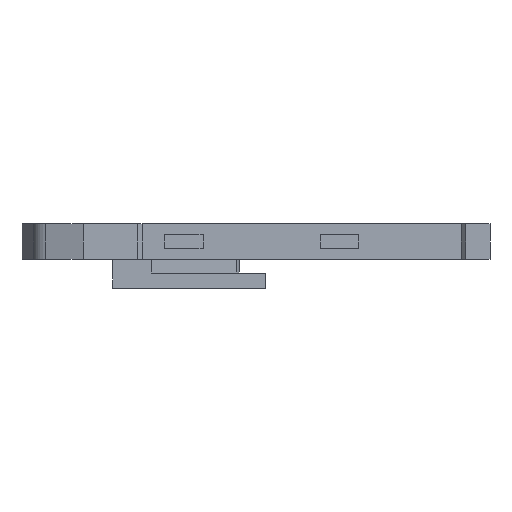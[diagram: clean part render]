
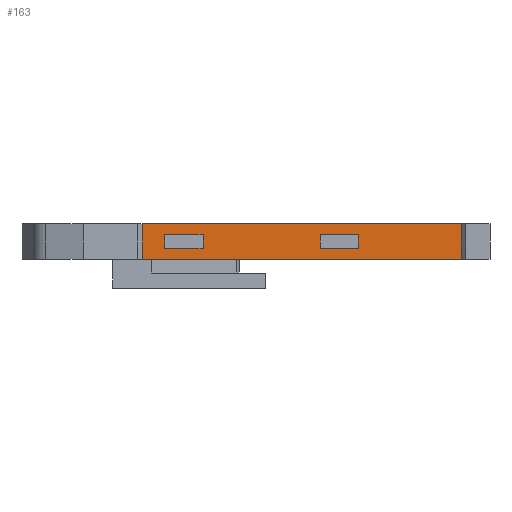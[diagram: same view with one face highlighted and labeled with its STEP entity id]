
A CAD part, left-side view. The second image highlights one B-rep face of the part: STEP entity #163.
In plain terms, the highlighted planar face has unit normal (-1, 0, 0).
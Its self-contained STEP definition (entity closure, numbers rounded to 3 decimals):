
#78 = VECTOR ( 'NONE', #2847, 1000. ) ;
#80 = FACE_BOUND ( 'NONE', #383, .T. ) ;
#112 = CARTESIAN_POINT ( 'NONE',  ( -37.1, 0., 4.8 ) ) ;
#123 = VECTOR ( 'NONE', #2153, 1000. ) ;
#163 = ADVANCED_FACE ( 'NONE', ( #356, #2657, #80 ), #1933, .T. ) ;
#164 = CARTESIAN_POINT ( 'NONE',  ( -37.1, -15.104, 7. ) ) ;
#176 = ORIENTED_EDGE ( 'NONE', *, *, #470, .F. ) ;
#244 = CARTESIAN_POINT ( 'NONE',  ( -37.1, 0., 2.2 ) ) ;
#251 = DIRECTION ( 'NONE',  ( 0., 1., 0. ) ) ;
#276 = VECTOR ( 'NONE', #363, 1000. ) ;
#301 = ORIENTED_EDGE ( 'NONE', *, *, #599, .F. ) ;
#356 = FACE_OUTER_BOUND ( 'NONE', #1266, .T. ) ;
#358 = DIRECTION ( 'NONE',  ( 0., 1., 0. ) ) ;
#363 = DIRECTION ( 'NONE',  ( 0., 1., 0. ) ) ;
#383 = EDGE_LOOP ( 'NONE', ( #1051, #1557, #301, #1208 ) ) ;
#470 = EDGE_CURVE ( 'NONE', #2607, #3019, #839, .T. ) ;
#486 = VECTOR ( 'NONE', #2635, 1000. ) ;
#487 = LINE ( 'NONE', #3619, #1342 ) ;
#500 = DIRECTION ( 'NONE',  ( 0., 0., 1. ) ) ;
#527 = LINE ( 'NONE', #1702, #3591 ) ;
#533 = CARTESIAN_POINT ( 'NONE',  ( -37.1, 0., 7. ) ) ;
#542 = LINE ( 'NONE', #2840, #552 ) ;
#552 = VECTOR ( 'NONE', #3679, 1000. ) ;
#599 = EDGE_CURVE ( 'NONE', #1244, #2010, #3519, .T. ) ;
#627 = LINE ( 'NONE', #1488, #486 ) ;
#635 = LINE ( 'NONE', #2943, #276 ) ;
#668 = LINE ( 'NONE', #2373, #123 ) ;
#731 = VECTOR ( 'NONE', #358, 1000. ) ;
#778 = CARTESIAN_POINT ( 'NONE',  ( -37.1, 12.652, 4.8 ) ) ;
#779 = CARTESIAN_POINT ( 'NONE',  ( -37.1, 5.152, 7. ) ) ;
#839 = LINE ( 'NONE', #2852, #3627 ) ;
#920 = EDGE_CURVE ( 'NONE', #2719, #1154, #527, .T. ) ;
#1051 = ORIENTED_EDGE ( 'NONE', *, *, #2724, .F. ) ;
#1154 = VERTEX_POINT ( 'NONE', #2811 ) ;
#1162 = ORIENTED_EDGE ( 'NONE', *, *, #2031, .F. ) ;
#1198 = ORIENTED_EDGE ( 'NONE', *, *, #1731, .T. ) ;
#1208 = ORIENTED_EDGE ( 'NONE', *, *, #3160, .F. ) ;
#1215 = VERTEX_POINT ( 'NONE', #1885 ) ;
#1236 = VECTOR ( 'NONE', #2658, 1000. ) ;
#1244 = VERTEX_POINT ( 'NONE', #778 ) ;
#1266 = EDGE_LOOP ( 'NONE', ( #1319, #1847, #2379, #1198 ) ) ;
#1304 = CARTESIAN_POINT ( 'NONE',  ( -37.1, 0., 7. ) ) ;
#1319 = ORIENTED_EDGE ( 'NONE', *, *, #2680, .F. ) ;
#1342 = VECTOR ( 'NONE', #3091, 1000. ) ;
#1386 = CARTESIAN_POINT ( 'NONE',  ( -37.1, 12.652, 2.2 ) ) ;
#1488 = CARTESIAN_POINT ( 'NONE',  ( -37.1, 47.69, 7. ) ) ;
#1546 = VERTEX_POINT ( 'NONE', #1941 ) ;
#1557 = ORIENTED_EDGE ( 'NONE', *, *, #3656, .T. ) ;
#1575 = VECTOR ( 'NONE', #251, 1000. ) ;
#1660 = EDGE_CURVE ( 'NONE', #1215, #3019, #1726, .T. ) ;
#1702 = CARTESIAN_POINT ( 'NONE',  ( -37.1, -15.104, 7. ) ) ;
#1726 = LINE ( 'NONE', #244, #78 ) ;
#1731 = EDGE_CURVE ( 'NONE', #1546, #1790, #627, .T. ) ;
#1790 = VERTEX_POINT ( 'NONE', #3512 ) ;
#1825 = CARTESIAN_POINT ( 'NONE',  ( -37.1, 12.652, 7. ) ) ;
#1847 = ORIENTED_EDGE ( 'NONE', *, *, #920, .F. ) ;
#1885 = CARTESIAN_POINT ( 'NONE',  ( -37.1, 35.704, 2.2 ) ) ;
#1916 = VERTEX_POINT ( 'NONE', #2434 ) ;
#1933 = PLANE ( 'NONE',  #3676 ) ;
#1941 = CARTESIAN_POINT ( 'NONE',  ( -37.1, 47.69, 7. ) ) ;
#1987 = DIRECTION ( 'NONE',  ( 0., 0., -1. ) ) ;
#2010 = VERTEX_POINT ( 'NONE', #1386 ) ;
#2014 = CARTESIAN_POINT ( 'NONE',  ( -37.1, 5.152, 4.8 ) ) ;
#2031 = EDGE_CURVE ( 'NONE', #1215, #1916, #542, .T. ) ;
#2060 = ORIENTED_EDGE ( 'NONE', *, *, #1660, .T. ) ;
#2153 = DIRECTION ( 'NONE',  ( 0., 1., 0. ) ) ;
#2373 = CARTESIAN_POINT ( 'NONE',  ( -37.1, 0., 4.8 ) ) ;
#2379 = ORIENTED_EDGE ( 'NONE', *, *, #2873, .T. ) ;
#2434 = CARTESIAN_POINT ( 'NONE',  ( -37.1, 35.704, 4.8 ) ) ;
#2442 = DIRECTION ( 'NONE',  ( 0., 0., 1. ) ) ;
#2451 = VERTEX_POINT ( 'NONE', #2014 ) ;
#2470 = DIRECTION ( 'NONE',  ( -1., 0., 0. ) ) ;
#2607 = VERTEX_POINT ( 'NONE', #2929 ) ;
#2635 = DIRECTION ( 'NONE',  ( 0., 0., -1. ) ) ;
#2657 = FACE_BOUND ( 'NONE', #2849, .T. ) ;
#2658 = DIRECTION ( 'NONE',  ( 0., 0., -1. ) ) ;
#2680 = EDGE_CURVE ( 'NONE', #1154, #1790, #635, .T. ) ;
#2719 = VERTEX_POINT ( 'NONE', #164 ) ;
#2724 = EDGE_CURVE ( 'NONE', #2907, #2451, #3300, .T. ) ;
#2772 = VECTOR ( 'NONE', #2442, 1000. ) ;
#2811 = CARTESIAN_POINT ( 'NONE',  ( -37.1, -15.104, 0. ) ) ;
#2820 = DIRECTION ( 'NONE',  ( 0., 0., -1. ) ) ;
#2840 = CARTESIAN_POINT ( 'NONE',  ( -37.1, 35.704, 7. ) ) ;
#2847 = DIRECTION ( 'NONE',  ( 0., 1., 0. ) ) ;
#2849 = EDGE_LOOP ( 'NONE', ( #1162, #2060, #176, #3157 ) ) ;
#2852 = CARTESIAN_POINT ( 'NONE',  ( -37.1, 43.204, 7. ) ) ;
#2873 = EDGE_CURVE ( 'NONE', #2719, #1546, #3425, .T. ) ;
#2874 = CARTESIAN_POINT ( 'NONE',  ( -37.1, 5.152, 2.2 ) ) ;
#2907 = VERTEX_POINT ( 'NONE', #2874 ) ;
#2929 = CARTESIAN_POINT ( 'NONE',  ( -37.1, 43.204, 4.8 ) ) ;
#2943 = CARTESIAN_POINT ( 'NONE',  ( -37.1, 0., 0. ) ) ;
#3019 = VERTEX_POINT ( 'NONE', #3537 ) ;
#3048 = EDGE_CURVE ( 'NONE', #1916, #2607, #3280, .T. ) ;
#3091 = DIRECTION ( 'NONE',  ( 0., 1., 0. ) ) ;
#3157 = ORIENTED_EDGE ( 'NONE', *, *, #3048, .F. ) ;
#3160 = EDGE_CURVE ( 'NONE', #2451, #1244, #668, .T. ) ;
#3280 = LINE ( 'NONE', #112, #731 ) ;
#3300 = LINE ( 'NONE', #779, #2772 ) ;
#3425 = LINE ( 'NONE', #533, #1575 ) ;
#3512 = CARTESIAN_POINT ( 'NONE',  ( -37.1, 47.69, 0. ) ) ;
#3519 = LINE ( 'NONE', #1825, #1236 ) ;
#3537 = CARTESIAN_POINT ( 'NONE',  ( -37.1, 43.204, 2.2 ) ) ;
#3591 = VECTOR ( 'NONE', #2820, 1000. ) ;
#3619 = CARTESIAN_POINT ( 'NONE',  ( -37.1, 0., 2.2 ) ) ;
#3627 = VECTOR ( 'NONE', #1987, 1000. ) ;
#3656 = EDGE_CURVE ( 'NONE', #2907, #2010, #487, .T. ) ;
#3676 = AXIS2_PLACEMENT_3D ( 'NONE', #1304, #2470, #500 ) ;
#3679 = DIRECTION ( 'NONE',  ( 0., 0., 1. ) ) ;
